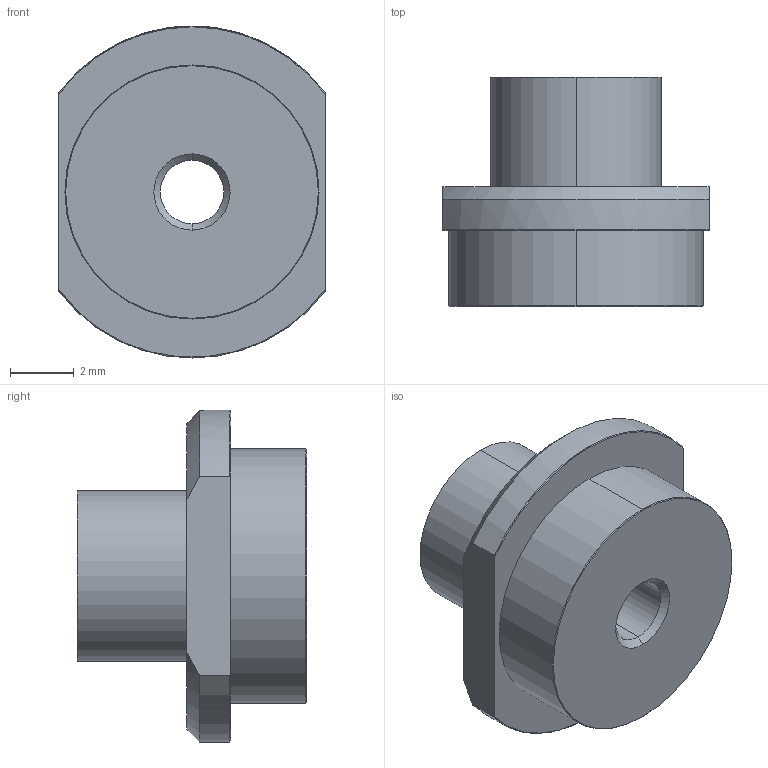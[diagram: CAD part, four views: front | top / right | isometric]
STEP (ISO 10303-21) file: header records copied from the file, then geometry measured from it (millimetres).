
FILE_DESCRIPTION (( 'STEP AP214' ), '1' );
FILE_NAME ('Part4_step.STEP', '2022-10-13T10:08:44', ( '' ), ( '' ), 'SwSTEP 2.0', 'SolidWorks 2022', '' );
FILE_SCHEMA (( 'AUTOMOTIVE_DESIGN' ));
Length unit declared in the file: millimetre
Products named in the file (1): Part4_step
Bounding box: 8.38 x 7.22 x 10.45 mm (x, y, z)
Volume: 261 mm3; surface area: 362.2 mm2
Topology: 1 solids, 1 shells, 28 faces, 64 edges, 41 vertices
Faces by surface type: cylinder 11, cone 10, plane 7
Entity records: 869 total; most frequent: CARTESIAN_POINT 158, DIRECTION 147, ORIENTED_EDGE 128, EDGE_CURVE 64, AXIS2_PLACEMENT_3D 62, VERTEX_POINT 41, CIRCLE 33, EDGE_LOOP 33
